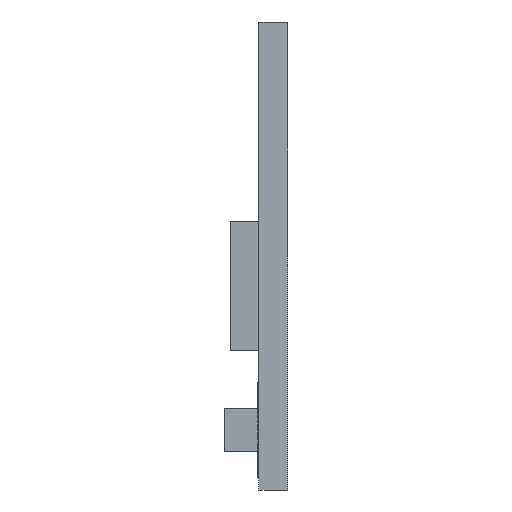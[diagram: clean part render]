
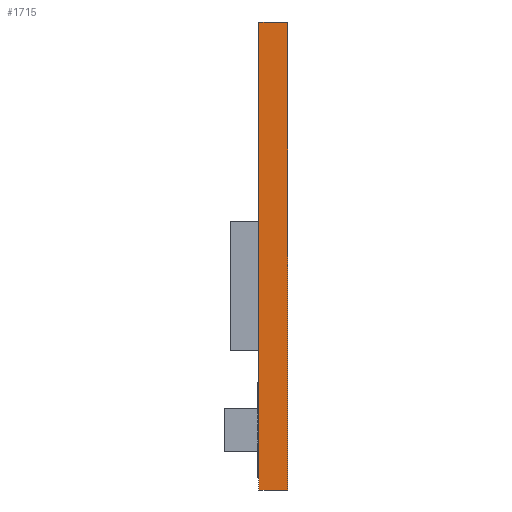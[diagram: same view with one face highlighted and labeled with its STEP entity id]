
A CAD part, left-side view. The second image highlights one B-rep face of the part: STEP entity #1715.
In plain terms, the highlighted planar face has unit normal (-1, 0, 0).
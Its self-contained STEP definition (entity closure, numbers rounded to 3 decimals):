
#366=CARTESIAN_POINT('',(-10.323,1.0,7.949));
#367=VERTEX_POINT('',#366);
#368=CARTESIAN_POINT('',(-10.323,1.0,-8.301));
#369=VERTEX_POINT('',#368);
#370=CARTESIAN_POINT('',(-10.323,1.0,7.949));
#371=DIRECTION('',(0.0,0.0,-1.0));
#372=VECTOR('',#371,16.25);
#373=LINE('',#370,#372);
#374=EDGE_CURVE('',#367,#369,#373,.T.);
#1374=CARTESIAN_POINT('',(-10.323,0.0,7.949));
#1375=VERTEX_POINT('',#1374);
#1376=CARTESIAN_POINT('',(-10.323,0.0,-8.301));
#1377=VERTEX_POINT('',#1376);
#1378=CARTESIAN_POINT('',(-10.323,0.0,7.949));
#1379=DIRECTION('',(0.0,0.0,-1.0));
#1380=VECTOR('',#1379,16.25);
#1381=LINE('',#1378,#1380);
#1382=EDGE_CURVE('',#1375,#1377,#1381,.T.);
#1694=CARTESIAN_POINT('',(-10.323,1.0,7.949));
#1695=DIRECTION('',(-1.0,0.0,0.0));
#1696=DIRECTION('',(0.0,0.0,1.0));
#1697=AXIS2_PLACEMENT_3D('',#1694,#1695,#1696);
#1698=PLANE('',#1697);
#1699=ORIENTED_EDGE('',*,*,#1382,.F.);
#1700=CARTESIAN_POINT('',(-10.323,1.0,7.949));
#1701=DIRECTION('',(0.0,-1.0,0.0));
#1702=VECTOR('',#1701,1.0);
#1703=LINE('',#1700,#1702);
#1704=EDGE_CURVE('',#367,#1375,#1703,.T.);
#1705=ORIENTED_EDGE('',*,*,#1704,.F.);
#1706=ORIENTED_EDGE('',*,*,#374,.T.);
#1707=CARTESIAN_POINT('',(-10.323,1.0,-8.301));
#1708=DIRECTION('',(0.0,-1.0,0.0));
#1709=VECTOR('',#1708,1.0);
#1710=LINE('',#1707,#1709);
#1711=EDGE_CURVE('',#369,#1377,#1710,.T.);
#1712=ORIENTED_EDGE('',*,*,#1711,.T.);
#1713=EDGE_LOOP('',(#1699,#1705,#1706,#1712));
#1714=FACE_BOUND('',#1713,.T.);
#1715=ADVANCED_FACE('',(#1714),#1698,.T.);
